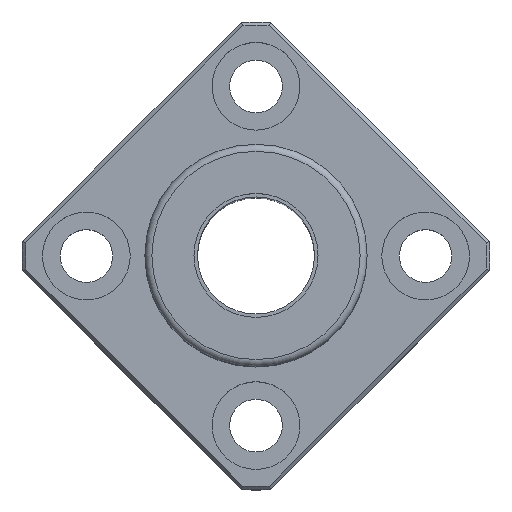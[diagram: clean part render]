
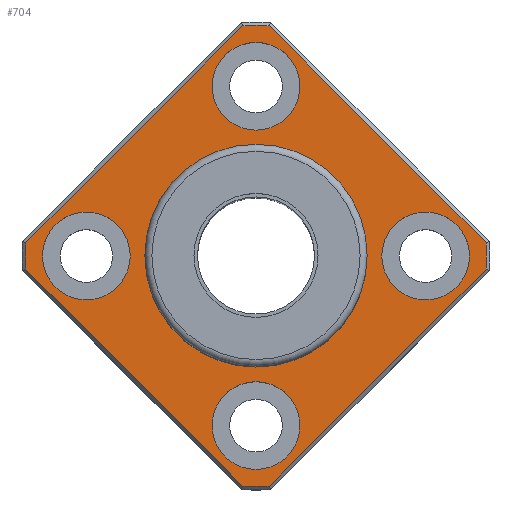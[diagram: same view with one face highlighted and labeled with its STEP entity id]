
A CAD part, top view. The second image highlights one B-rep face of the part: STEP entity #704.
In plain terms, the highlighted planar face has unit normal (0, 0, 1).
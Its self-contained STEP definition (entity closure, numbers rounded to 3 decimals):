
#60=LINE('',#1149,#84);
#61=LINE('',#1154,#85);
#62=LINE('',#1158,#86);
#63=LINE('',#1162,#87);
#84=VECTOR('',#926,1000.);
#85=VECTOR('',#929,1000.);
#86=VECTOR('',#932,1000.);
#87=VECTOR('',#935,1000.);
#151=ORIENTED_EDGE('',*,*,#317,.T.);
#152=ORIENTED_EDGE('',*,*,#318,.T.);
#153=ORIENTED_EDGE('',*,*,#319,.T.);
#154=ORIENTED_EDGE('',*,*,#320,.T.);
#155=ORIENTED_EDGE('',*,*,#321,.T.);
#156=ORIENTED_EDGE('',*,*,#322,.T.);
#157=ORIENTED_EDGE('',*,*,#323,.T.);
#158=ORIENTED_EDGE('',*,*,#324,.T.);
#159=ORIENTED_EDGE('',*,*,#325,.T.);
#160=ORIENTED_EDGE('',*,*,#326,.T.);
#161=ORIENTED_EDGE('',*,*,#327,.T.);
#162=ORIENTED_EDGE('',*,*,#328,.T.);
#163=ORIENTED_EDGE('',*,*,#292,.F.);
#292=EDGE_CURVE('',#380,#380,#444,.T.);
#317=EDGE_CURVE('',#397,#398,#60,.T.);
#318=EDGE_CURVE('',#398,#399,#453,.T.);
#319=EDGE_CURVE('',#399,#400,#61,.T.);
#320=EDGE_CURVE('',#400,#401,#454,.T.);
#321=EDGE_CURVE('',#401,#402,#62,.T.);
#322=EDGE_CURVE('',#402,#403,#455,.T.);
#323=EDGE_CURVE('',#403,#404,#63,.T.);
#324=EDGE_CURVE('',#404,#397,#456,.T.);
#325=EDGE_CURVE('',#405,#405,#457,.T.);
#326=EDGE_CURVE('',#406,#406,#458,.T.);
#327=EDGE_CURVE('',#407,#407,#459,.T.);
#328=EDGE_CURVE('',#408,#408,#460,.T.);
#380=VERTEX_POINT('',#1099);
#397=VERTEX_POINT('',#1150);
#398=VERTEX_POINT('',#1151);
#399=VERTEX_POINT('',#1153);
#400=VERTEX_POINT('',#1155);
#401=VERTEX_POINT('',#1157);
#402=VERTEX_POINT('',#1159);
#403=VERTEX_POINT('',#1161);
#404=VERTEX_POINT('',#1163);
#405=VERTEX_POINT('',#1166);
#406=VERTEX_POINT('',#1168);
#407=VERTEX_POINT('',#1170);
#408=VERTEX_POINT('',#1172);
#444=CIRCLE('',#765,9.5);
#453=CIRCLE('',#783,19.7);
#454=CIRCLE('',#784,19.7);
#455=CIRCLE('',#785,19.7);
#456=CIRCLE('',#786,19.7);
#457=CIRCLE('',#787,3.75);
#458=CIRCLE('',#788,3.75);
#459=CIRCLE('',#789,3.75);
#460=CIRCLE('',#790,3.75);
#503=EDGE_LOOP('',(#151,#152,#153,#154,#155,#156,#157,#158));
#504=EDGE_LOOP('',(#159));
#505=EDGE_LOOP('',(#160));
#506=EDGE_LOOP('',(#161));
#507=EDGE_LOOP('',(#162));
#508=EDGE_LOOP('',(#163));
#593=FACE_BOUND('',#503,.T.);
#594=FACE_BOUND('',#504,.T.);
#595=FACE_BOUND('',#505,.T.);
#596=FACE_BOUND('',#506,.T.);
#597=FACE_BOUND('',#507,.T.);
#598=FACE_BOUND('',#508,.T.);
#674=PLANE('',#782);
#704=ADVANCED_FACE('',(#593,#594,#595,#596,#597,#598),#674,.T.);
#765=AXIS2_PLACEMENT_3D('',#1098,#874,#875);
#782=AXIS2_PLACEMENT_3D('',#1148,#924,#925);
#783=AXIS2_PLACEMENT_3D('',#1152,#927,#928);
#784=AXIS2_PLACEMENT_3D('',#1156,#930,#931);
#785=AXIS2_PLACEMENT_3D('',#1160,#933,#934);
#786=AXIS2_PLACEMENT_3D('',#1164,#936,#937);
#787=AXIS2_PLACEMENT_3D('',#1165,#938,#939);
#788=AXIS2_PLACEMENT_3D('',#1167,#940,#941);
#789=AXIS2_PLACEMENT_3D('',#1169,#942,#943);
#790=AXIS2_PLACEMENT_3D('',#1171,#944,#945);
#874=DIRECTION('',(0.,0.,1.));
#875=DIRECTION('',(1.,0.,0.));
#924=DIRECTION('',(0.,0.,1.));
#925=DIRECTION('',(1.,0.,0.));
#926=DIRECTION('',(-0.707,-0.707,0.));
#927=DIRECTION('',(0.,0.,1.));
#928=DIRECTION('',(1.,0.,0.));
#929=DIRECTION('',(0.707,-0.707,0.));
#930=DIRECTION('',(0.,0.,1.));
#931=DIRECTION('',(1.,0.,0.));
#932=DIRECTION('',(0.707,0.707,0.));
#933=DIRECTION('',(0.,0.,1.));
#934=DIRECTION('',(1.,0.,0.));
#935=DIRECTION('',(-0.707,0.707,0.));
#936=DIRECTION('',(0.,0.,1.));
#937=DIRECTION('',(1.,0.,0.));
#938=DIRECTION('',(0.,0.,-1.));
#939=DIRECTION('',(-1.,0.,0.));
#940=DIRECTION('',(0.,0.,-1.));
#941=DIRECTION('',(-1.,0.,0.));
#942=DIRECTION('',(0.,0.,-1.));
#943=DIRECTION('',(-1.,0.,0.));
#944=DIRECTION('',(0.,0.,-1.));
#945=DIRECTION('',(-1.,0.,0.));
#1098=CARTESIAN_POINT('',(0.,0.,3.));
#1099=CARTESIAN_POINT('',(9.5,0.,3.));
#1148=CARTESIAN_POINT('',(0.,0.,3.));
#1149=CARTESIAN_POINT('',(-19.749,1.04,3.));
#1150=CARTESIAN_POINT('',(-1.121,19.668,3.));
#1151=CARTESIAN_POINT('',(-19.668,1.121,3.));
#1152=CARTESIAN_POINT('',(0.,0.,3.));
#1153=CARTESIAN_POINT('',(-19.668,-1.121,3.));
#1154=CARTESIAN_POINT('',(-1.04,-19.749,3.));
#1155=CARTESIAN_POINT('',(-1.121,-19.668,3.));
#1156=CARTESIAN_POINT('',(0.,0.,3.));
#1157=CARTESIAN_POINT('',(1.121,-19.668,3.));
#1158=CARTESIAN_POINT('',(19.749,-1.04,3.));
#1159=CARTESIAN_POINT('',(19.668,-1.121,3.));
#1160=CARTESIAN_POINT('',(0.,0.,3.));
#1161=CARTESIAN_POINT('',(19.668,1.121,3.));
#1162=CARTESIAN_POINT('',(1.04,19.749,3.));
#1163=CARTESIAN_POINT('',(1.121,19.668,3.));
#1164=CARTESIAN_POINT('',(0.,0.,3.));
#1165=CARTESIAN_POINT('',(-14.5,0.,3.));
#1166=CARTESIAN_POINT('',(-18.25,0.,3.));
#1167=CARTESIAN_POINT('',(0.,-14.5,3.));
#1168=CARTESIAN_POINT('',(-3.75,-14.5,3.));
#1169=CARTESIAN_POINT('',(14.5,0.,3.));
#1170=CARTESIAN_POINT('',(10.75,0.,3.));
#1171=CARTESIAN_POINT('',(0.,14.5,3.));
#1172=CARTESIAN_POINT('',(-3.75,14.5,3.));
